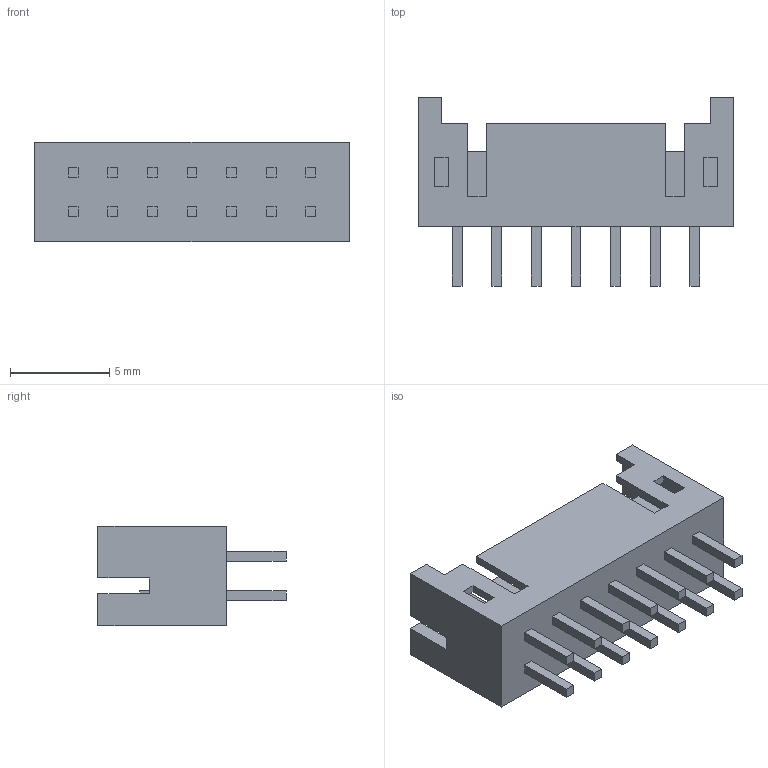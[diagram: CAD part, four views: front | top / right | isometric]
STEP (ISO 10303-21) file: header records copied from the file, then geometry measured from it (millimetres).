
FILE_DESCRIPTION (( 'STEP AP214' ), '1' );
FILE_NAME ('B14B-PHDSS.STEP', '2010-06-11T08:44:18', ( '9g-mnaganawa' ), ( 'ｊｓｔ－ｏｅｃ' ), 'SwSTEP 2.0', 'SolidWorks 2005235', '' );
FILE_SCHEMA (( 'AUTOMOTIVE_DESIGN' ));
Length unit declared in the file: millimetre
Products named in the file (1): B14B-PHDSS
Bounding box: 15.9 x 9.5 x 5 mm (x, y, z)
Volume: 209.9 mm3; surface area: 684.6 mm2
Topology: 1 solids, 1 shells, 190 faces, 480 edges, 320 vertices
Faces by surface type: plane 190
Entity records: 7155 total; most frequent: CARTESIAN_POINT 991, ORIENTED_EDGE 960, DIRECTION 862, EDGE_CURVE 480, LINE 480, VECTOR 480, VERTEX_POINT 320, EDGE_LOOP 222
